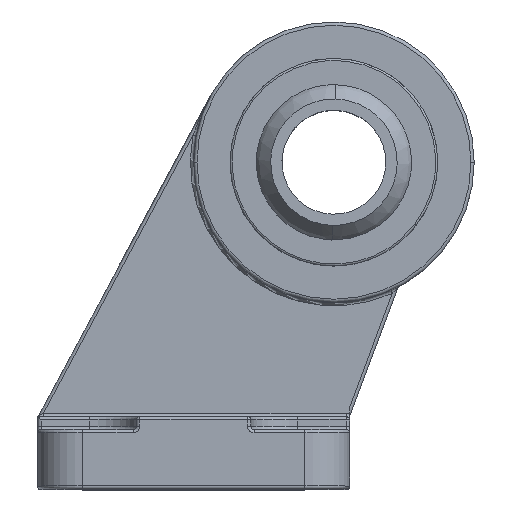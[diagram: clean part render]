
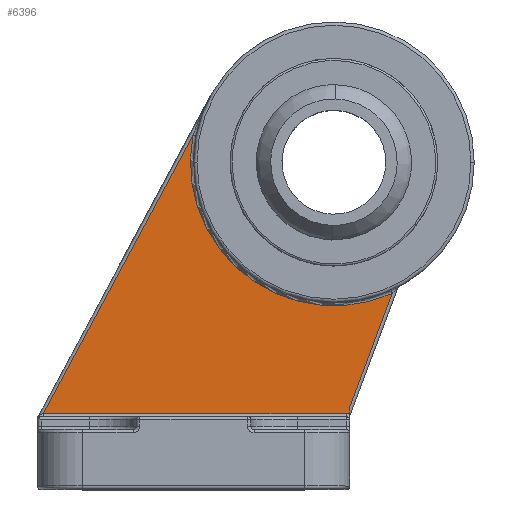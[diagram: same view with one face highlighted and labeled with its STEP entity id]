
A CAD part, top view. The second image highlights one B-rep face of the part: STEP entity #6396.
In plain terms, the highlighted planar face has unit normal (0, 0, 1).
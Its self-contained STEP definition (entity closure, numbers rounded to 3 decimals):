
#563 = ORIENTED_EDGE ( 'NONE', *, *, #2373, .F. ) ;
#744 = EDGE_CURVE ( 'NONE', #5169, #3195, #3535, .T. ) ;
#840 = VERTEX_POINT ( 'NONE', #4686 ) ;
#848 = CARTESIAN_POINT ( 'NONE',  ( 38.226, 37.753, 6. ) ) ;
#987 = VERTEX_POINT ( 'NONE', #4311 ) ;
#1401 = CARTESIAN_POINT ( 'NONE',  ( 29.37, 14.63, 6. ) ) ;
#1449 = VECTOR ( 'NONE', #6646, 1000. ) ;
#1527 = AXIS2_PLACEMENT_3D ( 'NONE', #3851, #6237, #2740 ) ;
#1582 = FACE_OUTER_BOUND ( 'NONE', #4089, .T. ) ;
#1797 = EDGE_CURVE ( 'NONE', #3728, #7082, #5743, .T. ) ;
#1904 = AXIS2_PLACEMENT_3D ( 'NONE', #3018, #7078, #7028 ) ;
#2095 = CARTESIAN_POINT ( 'NONE',  ( -28.946, 14.63, 6. ) ) ;
#2373 = EDGE_CURVE ( 'NONE', #3728, #840, #3174, .T. ) ;
#2484 = CIRCLE ( 'NONE', #4149, 27.63 ) ;
#2574 = CARTESIAN_POINT ( 'NONE',  ( 30., 15.796, 6. ) ) ;
#2740 = DIRECTION ( 'NONE',  ( 1., 0., 0. ) ) ;
#3018 = CARTESIAN_POINT ( 'NONE',  ( 27., 63., 6. ) ) ;
#3174 = LINE ( 'NONE', #3419, #4464 ) ;
#3195 = VERTEX_POINT ( 'NONE', #2095 ) ;
#3419 = CARTESIAN_POINT ( 'NONE',  ( 30., 63., 6. ) ) ;
#3535 = LINE ( 'NONE', #6847, #7408 ) ;
#3728 = VERTEX_POINT ( 'NONE', #2574 ) ;
#3851 = CARTESIAN_POINT ( 'NONE',  ( 29.37, 13.37, 6. ) ) ;
#3881 = ORIENTED_EDGE ( 'NONE', *, *, #1797, .T. ) ;
#3886 = ORIENTED_EDGE ( 'NONE', *, *, #5512, .T. ) ;
#4070 = EDGE_CURVE ( 'NONE', #3195, #987, #7091, .T. ) ;
#4089 = EDGE_LOOP ( 'NONE', ( #6274, #5335, #563, #3881, #3886, #7043 ) ) ;
#4091 = CARTESIAN_POINT ( 'NONE',  ( 27., 63., 6. ) ) ;
#4149 = AXIS2_PLACEMENT_3D ( 'NONE', #4091, #5283, #6453 ) ;
#4311 = CARTESIAN_POINT ( 'NONE',  ( 29.37, 14.63, 6. ) ) ;
#4464 = VECTOR ( 'NONE', #6365, 1000. ) ;
#4610 = DIRECTION ( 'NONE',  ( -0.474, -0.881, 0. ) ) ;
#4686 = CARTESIAN_POINT ( 'NONE',  ( 30., 14.461, 6. ) ) ;
#4916 = CARTESIAN_POINT ( 'NONE',  ( 45.139, 56.204, 6. ) ) ;
#5169 = VERTEX_POINT ( 'NONE', #6464 ) ;
#5283 = DIRECTION ( 'NONE',  ( 0., 0., -1. ) ) ;
#5335 = ORIENTED_EDGE ( 'NONE', *, *, #6207, .T. ) ;
#5457 = VECTOR ( 'NONE', #6163, 1000. ) ;
#5512 = EDGE_CURVE ( 'NONE', #7082, #5169, #2484, .T. ) ;
#5742 = PLANE ( 'NONE',  #1904 ) ;
#5743 = LINE ( 'NONE', #4916, #5457 ) ;
#6163 = DIRECTION ( 'NONE',  ( 0.351, 0.936, 0. ) ) ;
#6207 = EDGE_CURVE ( 'NONE', #987, #840, #7292, .T. ) ;
#6237 = DIRECTION ( 'NONE',  ( 0., 0., -1. ) ) ;
#6274 = ORIENTED_EDGE ( 'NONE', *, *, #4070, .T. ) ;
#6365 = DIRECTION ( 'NONE',  ( 0., -1., 0. ) ) ;
#6396 = ADVANCED_FACE ( 'NONE', ( #1582 ), #5742, .T. ) ;
#6453 = DIRECTION ( 'NONE',  ( 1., 0., 0. ) ) ;
#6464 = CARTESIAN_POINT ( 'NONE',  ( -0.132, 68.222, 6. ) ) ;
#6646 = DIRECTION ( 'NONE',  ( 1., 0., 0. ) ) ;
#6847 = CARTESIAN_POINT ( 'NONE',  ( 3.774, 75.487, 6. ) ) ;
#7028 = DIRECTION ( 'NONE',  ( 1., 0., 0. ) ) ;
#7043 = ORIENTED_EDGE ( 'NONE', *, *, #744, .T. ) ;
#7078 = DIRECTION ( 'NONE',  ( 0., 0., 1. ) ) ;
#7082 = VERTEX_POINT ( 'NONE', #848 ) ;
#7091 = LINE ( 'NONE', #1401, #1449 ) ;
#7292 = CIRCLE ( 'NONE', #1527, 1.26 ) ;
#7408 = VECTOR ( 'NONE', #4610, 1000. ) ;
